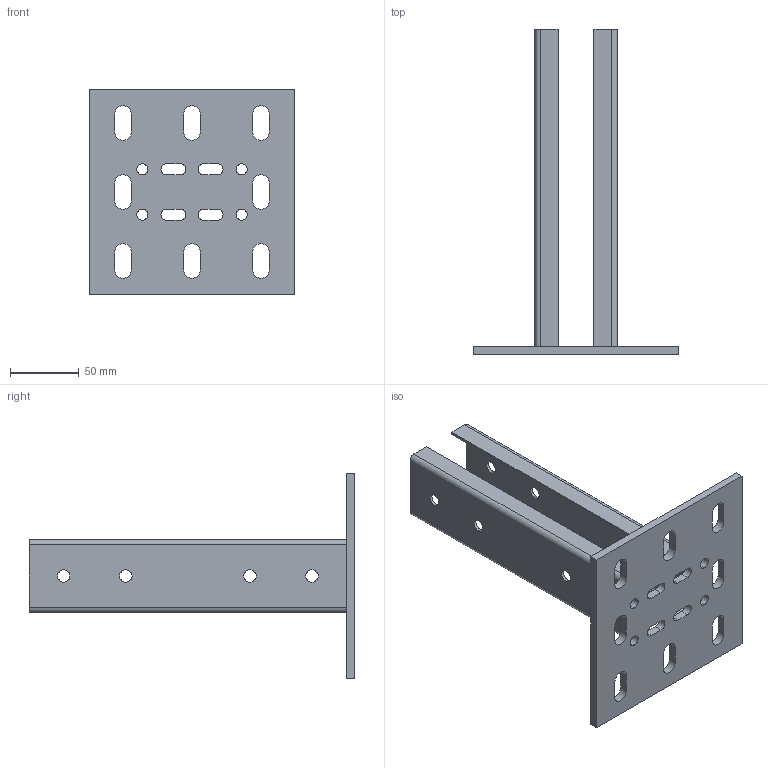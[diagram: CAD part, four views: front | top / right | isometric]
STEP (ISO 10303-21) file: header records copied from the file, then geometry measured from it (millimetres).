
FILE_DESCRIPTION (( 'STEP AP203' ), '1' );
FILE_NAME ('10-02-1572.STEP', '2013-05-06T05:53:56', ( 'asennus' ), ( '' ), 'SwSTEP 2.0', 'SolidWorks 2013', '' );
FILE_SCHEMA (( 'CONFIG_CONTROL_DESIGN' ));
Length unit declared in the file: millimetre
Products named in the file (1): 10-02-1572
Bounding box: 149 x 236 x 149 mm (x, y, z)
Volume: 188929.5 mm3; surface area: 122880.8 mm2
Topology: 3 solids, 3 shells, 130 faces, 340 edges, 216 vertices
Faces by surface type: plane 66, cylinder 64
Entity records: 4165 total; most frequent: DIRECTION 730, CARTESIAN_POINT 687, ORIENTED_EDGE 680, EDGE_CURVE 340, AXIS2_PLACEMENT_3D 259, VERTEX_POINT 216, VECTOR 212, LINE 212
